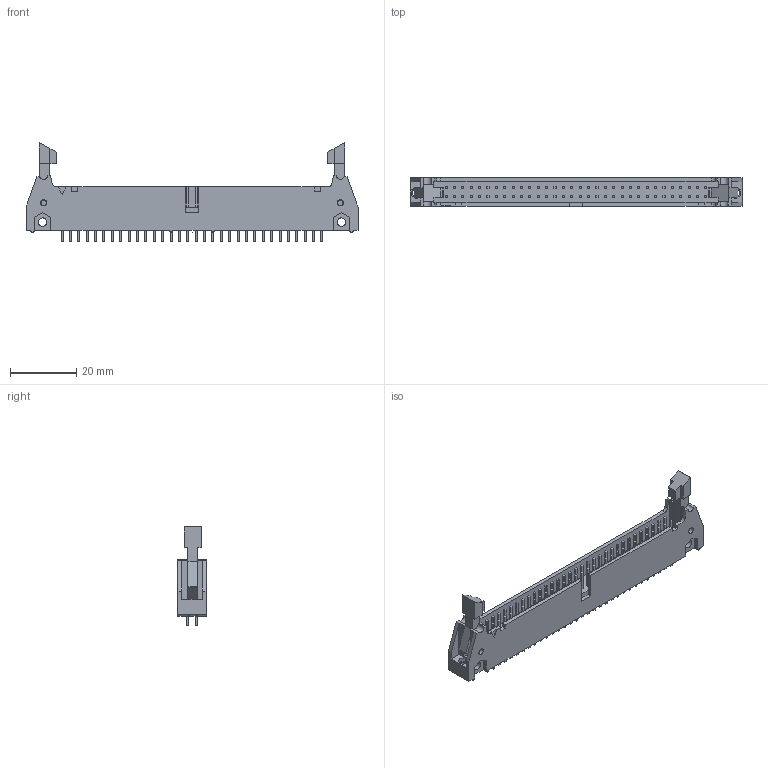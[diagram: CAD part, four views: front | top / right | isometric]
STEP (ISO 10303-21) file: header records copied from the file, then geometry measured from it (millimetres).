
FILE_DESCRIPTION(/* description */ (''),/* implementation_level */ '2;1');
FILE_NAME(/* name */ '3M_N3764-6302RB_a.stp',/* time_stamp */ '2015-12-16T10:48:26+01:00',/* author */ ('riccim'),/* organization */ ('Unknown'),/* preprocessor_version */ 'ST-DEVELOPER v15.5',/* originating_system */ 'AutoCAD Mechanical',/* authorisation */ ' ');
FILE_SCHEMA (('AUTOMOTIVE_DESIGN { 1 0 10303 214 3 1 1 }'));
Products named in the file (3): PART; PART$1$ATF; Product
Bounding box: 100.58 x 8.64 x 30.01 mm (x, y, z)
Volume: 7294.4 mm3; surface area: 8984.2 mm2
Topology: 136 solids, 136 shells, 1072 faces, 2392 edges, 1592 vertices
Faces by surface type: plane 1003, cylinder 69
Full cylindrical faces by diameter (mm): 0.002 x5, 1.575 x2, 1.905 x2, 2.54 x4
Entity records: 27850 total; most frequent: CARTESIAN_POINT 6407, ORIENTED_EDGE 4350, DIRECTION 3916, EDGE_CURVE 2175, LINE 1798, VECTOR 1798, VERTEX_POINT 1460, AXIS2_PLACEMENT_3D 1059
